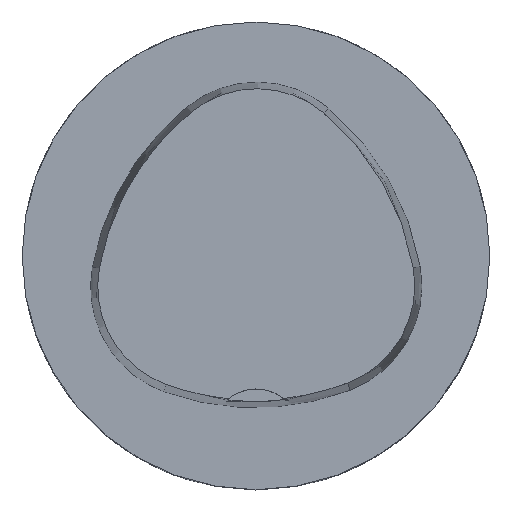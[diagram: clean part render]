
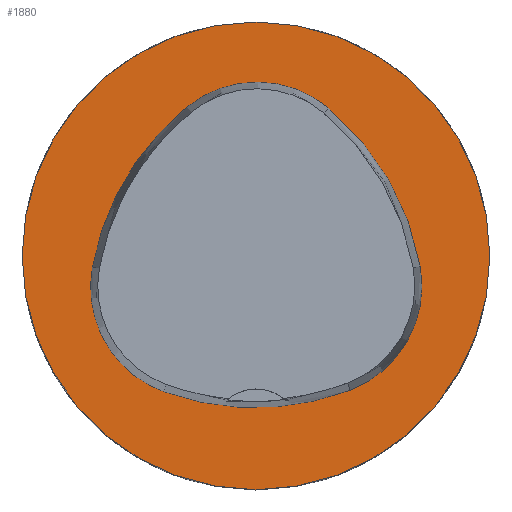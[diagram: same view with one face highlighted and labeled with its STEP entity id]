
A CAD part, top view. The second image highlights one B-rep face of the part: STEP entity #1880.
In plain terms, the highlighted planar face has unit normal (0, 0, 1).
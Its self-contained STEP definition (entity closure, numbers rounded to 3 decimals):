
#962=FACE_BOUND('',#3073,.T.);
#963=FACE_BOUND('',#3074,.T.);
#1185=PLANE('',#9394);
#1880=ADVANCED_FACE('',(#962,#963),#1185,.T.);
#3073=EDGE_LOOP('',(#4834,#4835,#4836,#4837,#4838,#4839));
#3074=EDGE_LOOP('',(#4840));
#3681=CIRCLE('',#9366,31.5);
#3682=CIRCLE('',#9372,36.);
#3684=CIRCLE('',#9375,15.);
#3686=CIRCLE('',#9378,36.);
#3688=CIRCLE('',#9381,15.);
#3692=CIRCLE('',#9386,36.);
#3694=CIRCLE('',#9389,15.);
#4834=ORIENTED_EDGE('',*,*,#7960,.T.);
#4835=ORIENTED_EDGE('',*,*,#7940,.T.);
#4836=ORIENTED_EDGE('',*,*,#7944,.T.);
#4837=ORIENTED_EDGE('',*,*,#7947,.T.);
#4838=ORIENTED_EDGE('',*,*,#7950,.T.);
#4839=ORIENTED_EDGE('',*,*,#7958,.T.);
#4840=ORIENTED_EDGE('',*,*,#7931,.F.);
#6973=VERTEX_POINT('',#35585);
#6982=VERTEX_POINT('',#35604);
#6983=VERTEX_POINT('',#35605);
#6986=VERTEX_POINT('',#35613);
#6988=VERTEX_POINT('',#35619);
#6990=VERTEX_POINT('',#35625);
#6997=VERTEX_POINT('',#35646);
#7931=EDGE_CURVE('',#6973,#6973,#3681,.T.);
#7940=EDGE_CURVE('',#6982,#6983,#3682,.T.);
#7944=EDGE_CURVE('',#6983,#6986,#3684,.T.);
#7947=EDGE_CURVE('',#6986,#6988,#3686,.T.);
#7950=EDGE_CURVE('',#6988,#6990,#3688,.T.);
#7958=EDGE_CURVE('',#6990,#6997,#3692,.T.);
#7960=EDGE_CURVE('',#6997,#6982,#3694,.T.);
#9366=AXIS2_PLACEMENT_3D('',#35584,#10789,#10790);
#9372=AXIS2_PLACEMENT_3D('',#35603,#10805,#10806);
#9375=AXIS2_PLACEMENT_3D('',#35612,#10813,#10814);
#9378=AXIS2_PLACEMENT_3D('',#35618,#10820,#10821);
#9381=AXIS2_PLACEMENT_3D('',#35624,#10827,#10828);
#9386=AXIS2_PLACEMENT_3D('',#35647,#10839,#10840);
#9389=AXIS2_PLACEMENT_3D('',#35650,#10845,#10846);
#9394=AXIS2_PLACEMENT_3D('',#35655,#10855,#10856);
#10789=DIRECTION('',(0.,0.,-1.));
#10790=DIRECTION('',(-1.,0.,0.));
#10805=DIRECTION('',(0.,0.,-1.));
#10806=DIRECTION('',(-1.,0.,0.));
#10813=DIRECTION('',(0.,0.,-1.));
#10814=DIRECTION('',(-1.,0.,0.));
#10820=DIRECTION('',(0.,0.,-1.));
#10821=DIRECTION('',(-1.,0.,0.));
#10827=DIRECTION('',(0.,0.,-1.));
#10828=DIRECTION('',(-1.,0.,0.));
#10839=DIRECTION('',(0.,0.,-1.));
#10840=DIRECTION('',(-1.,0.,0.));
#10845=DIRECTION('',(0.,0.,-1.));
#10846=DIRECTION('',(-1.,0.,0.));
#10855=DIRECTION('',(0.,0.,1.));
#10856=DIRECTION('',(1.,0.,0.));
#35584=CARTESIAN_POINT('',(0.,0.,0.));
#35585=CARTESIAN_POINT('',(-31.5,0.,0.));
#35603=CARTESIAN_POINT('',(13.398,-7.893,0.));
#35604=CARTESIAN_POINT('',(-22.041,-1.562,0.));
#35605=CARTESIAN_POINT('',(-9.317,20.036,0.));
#35612=CARTESIAN_POINT('',(0.148,8.399,0.));
#35613=CARTESIAN_POINT('',(9.779,19.898,0.));
#35618=CARTESIAN_POINT('',(-13.337,-7.7,0.));
#35619=CARTESIAN_POINT('',(22.122,-1.48,0.));
#35624=CARTESIAN_POINT('',(7.347,-4.071,0.));
#35625=CARTESIAN_POINT('',(12.693,-18.087,0.));
#35646=CARTESIAN_POINT('',(-12.373,-18.307,0.));
#35647=CARTESIAN_POINT('',(-0.137,15.55,0.));
#35650=CARTESIAN_POINT('',(-7.275,-4.2,0.));
#35655=CARTESIAN_POINT('',(0.,0.,0.));
